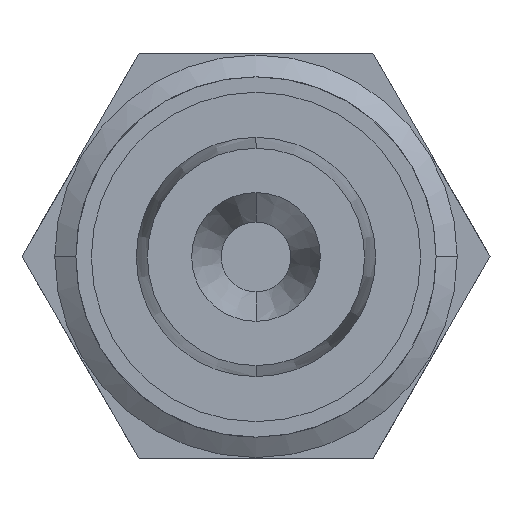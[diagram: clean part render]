
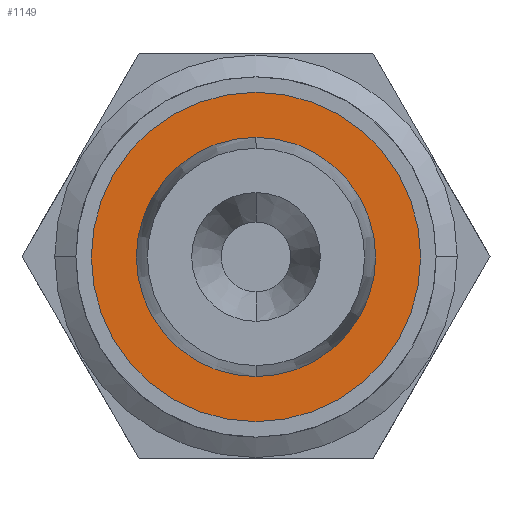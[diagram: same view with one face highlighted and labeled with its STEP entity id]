
A CAD part, front view. The second image highlights one B-rep face of the part: STEP entity #1149.
In plain terms, the highlighted planar face has unit normal (0, -1, 0).
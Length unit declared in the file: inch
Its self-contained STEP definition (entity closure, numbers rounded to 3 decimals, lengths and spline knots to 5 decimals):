
#152 = DIRECTION ( 'NONE',  ( 0., 0., -1. ) ) ;
#153 = DIRECTION ( 'NONE',  ( 0., -1., 0. ) ) ;
#167 = AXIS2_PLACEMENT_3D ( 'NONE', #168, #153, #152 ) ;
#168 = CARTESIAN_POINT ( 'NONE',  ( 0., -0.424, -0.0005 ) ) ;
#174 = CIRCLE ( 'NONE', #167, 0.093 ) ;
#1149 = ADVANCED_FACE ( 'NONE', ( #3312, #3311 ), #3319, .T. ) ;
#1150 = ORIENTED_EDGE ( 'NONE', *, *, #1151, .T. ) ;
#1151 = EDGE_CURVE ( 'NONE', #1312, #1337, #3318, .T. ) ;
#1161 = ORIENTED_EDGE ( 'NONE', *, *, #2202, .F. ) ;
#1164 = EDGE_LOOP ( 'NONE', ( #1150, #1206 ) ) ;
#1174 = EDGE_LOOP ( 'NONE', ( #1161, #2186 ) ) ;
#1206 = ORIENTED_EDGE ( 'NONE', *, *, #1339, .T. ) ;
#1247 = EDGE_CURVE ( 'NONE', #1284, #1307, #3708, .T. ) ;
#1284 = VERTEX_POINT ( 'NONE', #3888 ) ;
#1307 = VERTEX_POINT ( 'NONE', #3813 ) ;
#1312 = VERTEX_POINT ( 'NONE', #3615 ) ;
#1337 = VERTEX_POINT ( 'NONE', #3915 ) ;
#1339 = EDGE_CURVE ( 'NONE', #1337, #1312, #3909, .T. ) ;
#2186 = ORIENTED_EDGE ( 'NONE', *, *, #1247, .F. ) ;
#2202 = EDGE_CURVE ( 'NONE', #1307, #1284, #174, .T. ) ;
#3302 = DIRECTION ( 'NONE',  ( 0., 0., -1. ) ) ;
#3303 = DIRECTION ( 'NONE',  ( 0., -1., 0. ) ) ;
#3304 = DIRECTION ( 'NONE',  ( 0., -1., 0. ) ) ;
#3305 = CARTESIAN_POINT ( 'NONE',  ( 0., -0.424, -0.0005 ) ) ;
#3306 = AXIS2_PLACEMENT_3D ( 'NONE', #3305, #3304, #3475 ) ;
#3311 = FACE_BOUND ( 'NONE', #1174, .T. ) ;
#3312 = FACE_OUTER_BOUND ( 'NONE', #1164, .T. ) ;
#3317 = AXIS2_PLACEMENT_3D ( 'NONE', #3328, #3303, #3302 ) ;
#3318 = CIRCLE ( 'NONE', #3306, 0.128 ) ;
#3319 = PLANE ( 'NONE',  #3317 ) ;
#3328 = CARTESIAN_POINT ( 'NONE',  ( 0., -0.424, -0.0005 ) ) ;
#3475 = DIRECTION ( 'NONE',  ( 0., 0., -1. ) ) ;
#3615 = CARTESIAN_POINT ( 'NONE',  ( 0., -0.424, 0.1275 ) ) ;
#3667 = CARTESIAN_POINT ( 'NONE',  ( 0., -0.424, -0.0005 ) ) ;
#3708 = CIRCLE ( 'NONE', #3710, 0.093 ) ;
#3710 = AXIS2_PLACEMENT_3D ( 'NONE', #3667, #3739, #3738 ) ;
#3738 = DIRECTION ( 'NONE',  ( 0., 0., -1. ) ) ;
#3739 = DIRECTION ( 'NONE',  ( 0., -1., 0. ) ) ;
#3813 = CARTESIAN_POINT ( 'NONE',  ( 0., -0.424, -0.0935 ) ) ;
#3888 = CARTESIAN_POINT ( 'NONE',  ( 0., -0.424, 0.0925 ) ) ;
#3898 = AXIS2_PLACEMENT_3D ( 'NONE', #3907, #3985, #3984 ) ;
#3907 = CARTESIAN_POINT ( 'NONE',  ( 0., -0.424, -0.0005 ) ) ;
#3909 = CIRCLE ( 'NONE', #3898, 0.128 ) ;
#3915 = CARTESIAN_POINT ( 'NONE',  ( 0., -0.424, -0.1285 ) ) ;
#3984 = DIRECTION ( 'NONE',  ( 0., 0., -1. ) ) ;
#3985 = DIRECTION ( 'NONE',  ( 0., -1., 0. ) ) ;
